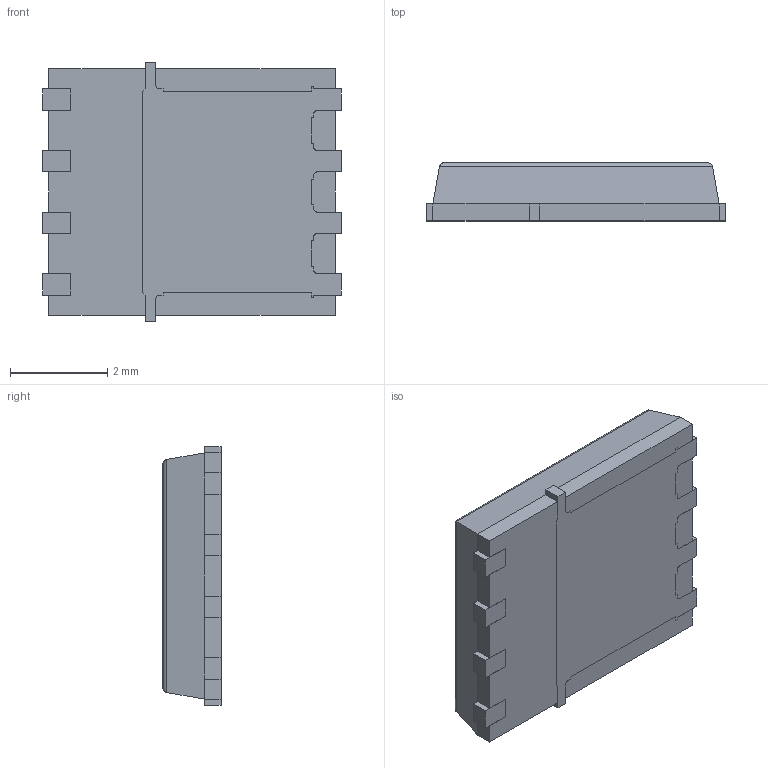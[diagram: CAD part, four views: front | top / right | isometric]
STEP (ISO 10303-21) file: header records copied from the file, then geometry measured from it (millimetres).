
FILE_DESCRIPTION (( 'STEP AP214' ), '1' );
FILE_NAME ('BSC028N06NSATMA1.STEP', '2023-03-28T04:37:47', ( '' ), ( '' ), 'SwSTEP 2.0', 'SolidWorks 2021', '' );
FILE_SCHEMA (( 'AUTOMOTIVE_DESIGN' ));
Length unit declared in the file: millimetre
Products named in the file (1): BSC028N06NSATMA1
Bounding box: 6.16 x 1.2 x 5.33 mm (x, y, z)
Volume: 34.7 mm3; surface area: 134.2 mm2
Topology: 7 solids, 7 shells, 185 faces, 482 edges, 312 vertices
Faces by surface type: plane 161, cylinder 24
Entity records: 5640 total; most frequent: CARTESIAN_POINT 992, ORIENTED_EDGE 964, DIRECTION 890, EDGE_CURVE 482, LINE 438, VECTOR 438, VERTEX_POINT 312, AXIS2_PLACEMENT_3D 226
